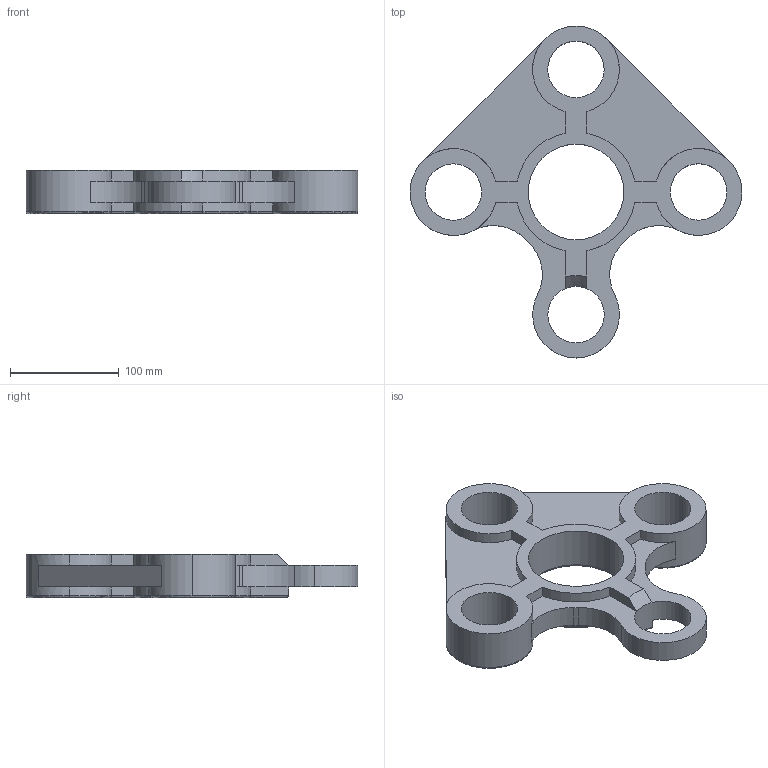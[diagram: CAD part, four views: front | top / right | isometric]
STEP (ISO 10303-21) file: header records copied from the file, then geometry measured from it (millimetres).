
FILE_DESCRIPTION (( 'STEP AP214' ), '1' );
FILE_NAME ('Part3.STEP', '2025-01-18T10:39:50', ( '' ), ( '' ), 'SwSTEP 2.0', 'SolidWorks 2024', '' );
FILE_SCHEMA (( 'AUTOMOTIVE_DESIGN' ));
Length unit declared in the file: millimetre
Products named in the file (1): Part3
Bounding box: 305.92 x 305.92 x 40 mm (x, y, z)
Volume: 919395.9 mm3; surface area: 139627.6 mm2
Topology: 1 solids, 1 shells, 90 faces, 242 edges, 152 vertices
Faces by surface type: cylinder 42, plane 28, torus 19, cone 1
Entity records: 3079 total; most frequent: CARTESIAN_POINT 719, DIRECTION 522, ORIENTED_EDGE 484, EDGE_CURVE 242, AXIS2_PLACEMENT_3D 207, VERTEX_POINT 152, CIRCLE 116, VECTOR 108
